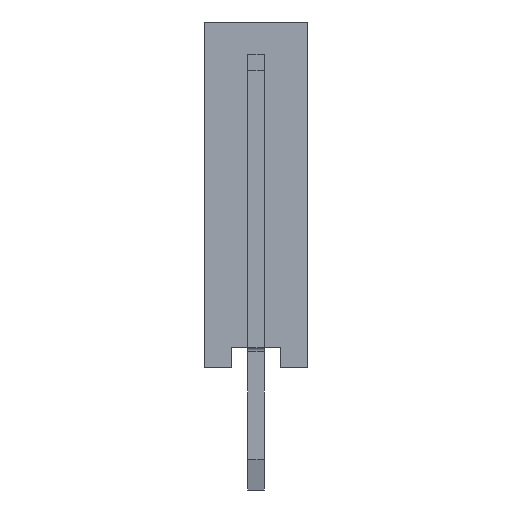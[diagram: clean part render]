
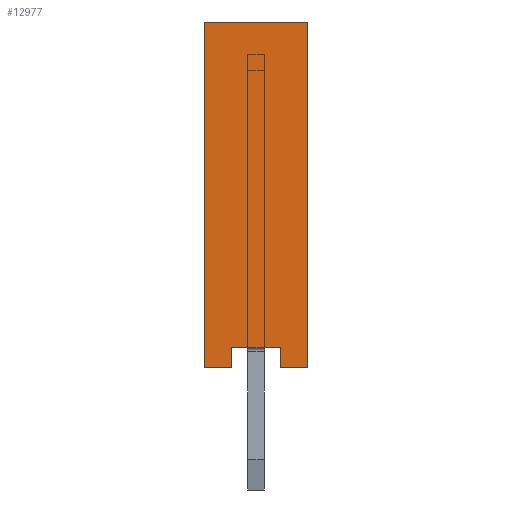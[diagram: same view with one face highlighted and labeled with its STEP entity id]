
A CAD part, left-side view. The second image highlights one B-rep face of the part: STEP entity #12977.
In plain terms, the highlighted planar face has unit normal (-1, 0, 0).
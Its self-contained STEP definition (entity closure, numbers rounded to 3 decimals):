
#12977=ADVANCED_FACE('',(#27763),#27765,.T.);
#27763=FACE_BOUND('',#27764,.T.);
#27764=EDGE_LOOP('',(#39873,#39874,#39875,#39876,#39877,#39878,#39879,#39880));
#27765=PLANE('',#27766);
#27766=AXIS2_PLACEMENT_3D('',#27767,#27768,#27769);
#27767=CARTESIAN_POINT('',(-1.27,1.27,0.));
#27768=DIRECTION('',(-1.,0.,0.));
#27769=DIRECTION('',(0.,-1.,0.));
#39873=ORIENTED_EDGE('',*,*,#47007,.T.);
#39874=ORIENTED_EDGE('',*,*,#47008,.T.);
#39875=ORIENTED_EDGE('',*,*,#47009,.T.);
#39876=ORIENTED_EDGE('',*,*,#47010,.F.);
#39877=ORIENTED_EDGE('',*,*,#47011,.F.);
#39878=ORIENTED_EDGE('',*,*,#47012,.T.);
#39879=ORIENTED_EDGE('',*,*,#47013,.T.);
#39880=ORIENTED_EDGE('',*,*,#44685,.T.);
#44685=EDGE_CURVE('',#52137,#52138,#52139,.T.);
#47007=EDGE_CURVE('',#52138,#55591,#55592,.F.);
#47008=EDGE_CURVE('',#55591,#55593,#55594,.T.);
#47009=EDGE_CURVE('',#55593,#55595,#55596,.T.);
#47010=EDGE_CURVE('',#55597,#55595,#55598,.T.);
#47011=EDGE_CURVE('',#55599,#55597,#55600,.T.);
#47012=EDGE_CURVE('',#55599,#55601,#55602,.T.);
#47013=EDGE_CURVE('',#55601,#52137,#55603,.F.);
#52137=VERTEX_POINT('',#66137);
#52138=VERTEX_POINT('',#66138);
#52139=LINE('',#66139,#66140);
#55591=VERTEX_POINT('',#74585);
#55592=LINE('',#74586,#74587);
#55593=VERTEX_POINT('',#74589);
#55594=LINE('',#74590,#74591);
#55595=VERTEX_POINT('',#74593);
#55596=LINE('',#74594,#74595);
#55597=VERTEX_POINT('',#74597);
#55598=LINE('',#74598,#74599);
#55599=VERTEX_POINT('',#74601);
#55600=LINE('',#74602,#74603);
#55601=VERTEX_POINT('',#74605);
#55602=LINE('',#74606,#74607);
#55603=LINE('',#74609,#74610);
#66137=CARTESIAN_POINT('',(-1.27,0.6,0.5));
#66138=CARTESIAN_POINT('',(-1.27,-0.6,0.5));
#66139=CARTESIAN_POINT('',(-1.27,0.6,0.5));
#66140=VECTOR('',#66141,1.);
#66141=DIRECTION('',(0.,-1.,0.));
#74585=CARTESIAN_POINT('',(-1.27,-0.6,0.));
#74586=CARTESIAN_POINT('',(-1.27,-0.6,0.));
#74587=VECTOR('',#74588,1.);
#74588=DIRECTION('',(0.,0.,1.));
#74589=CARTESIAN_POINT('',(-1.27,-1.27,0.));
#74590=CARTESIAN_POINT('',(-1.27,-0.6,0.));
#74591=VECTOR('',#74592,1.);
#74592=DIRECTION('',(0.,-1.,0.));
#74593=CARTESIAN_POINT('',(-1.27,-1.27,8.5));
#74594=CARTESIAN_POINT('',(-1.27,-1.27,0.));
#74595=VECTOR('',#74596,1.);
#74596=DIRECTION('',(0.,0.,1.));
#74597=CARTESIAN_POINT('',(-1.27,1.27,8.5));
#74598=CARTESIAN_POINT('',(-1.27,1.27,8.5));
#74599=VECTOR('',#74600,1.);
#74600=DIRECTION('',(0.,-1.,0.));
#74601=CARTESIAN_POINT('',(-1.27,1.27,0.));
#74602=CARTESIAN_POINT('',(-1.27,1.27,0.));
#74603=VECTOR('',#74604,1.);
#74604=DIRECTION('',(0.,0.,1.));
#74605=CARTESIAN_POINT('',(-1.27,0.6,0.));
#74606=CARTESIAN_POINT('',(-1.27,1.27,0.));
#74607=VECTOR('',#74608,1.);
#74608=DIRECTION('',(0.,-1.,0.));
#74609=CARTESIAN_POINT('',(-1.27,0.6,0.5));
#74610=VECTOR('',#74611,1.);
#74611=DIRECTION('',(0.,0.,-1.));
